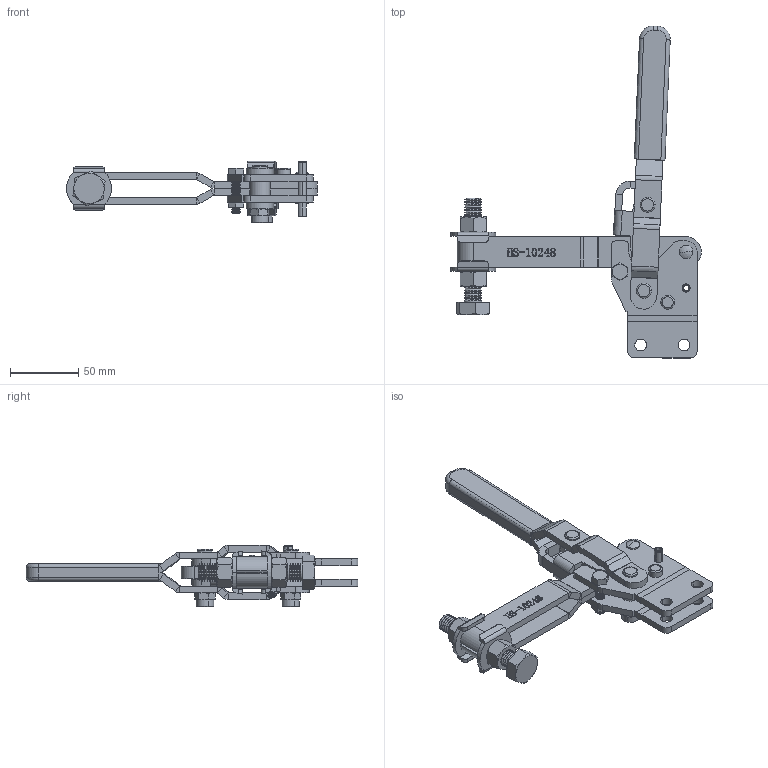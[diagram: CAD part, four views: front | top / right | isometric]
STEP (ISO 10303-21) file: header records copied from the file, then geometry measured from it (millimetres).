
FILE_DESCRIPTION (( 'STEP AP203' ), '1' );
FILE_NAME ('HS-10248.STEP', '2019-07-24T07:02:10', ( '微软用户' ), ( '微软中国' ), 'SwSTEP 2.0', 'SolidWorks 2012', '' );
FILE_SCHEMA (( 'CONFIG_CONTROL_DESIGN' ));
Products named in the file (20): HS-10248; prevailing torque type 2 gb_GB_HEXAGON_LOCK_TYPE10 M8-N; 粟俶种; hex jam nut_ai_HJNUT 0.2500-20-D-N; hex bolt_ai_HBOLT 0.2500-20x1.125x1.125-S; hex nut_ai_HNUT 0.5000-13-D-N; heavy hex bolt_ai_HHBOLT 0.5000-13x3x3-S; FW-120; U倰揤參; 階杶; 騵艦杶; T形销_默认<按加工>; 蟀裝; 傻种; 眻忒參蚾饜极; 忒參杶; 眻忒梟; 眻菁釱衵; 眻菁釱酘
Assembly tree (25 placements, depth 3):
  HS-10248
    眻菁釱酘
    眻菁釱衵
    眻忒參蚾饜极
      眻忒梟  x2
      忒參杶
    傻种  x2
    蟀裝
    T形销_默认<按加工>  x2
    騵艦杶
    階杶
    U倰揤參
    U倰揤參
    FW-120  x2
    heavy hex bolt_ai_HHBOLT 0.5000-13x3x3-S
    hex nut_ai_HNUT 0.5000-13-D-N  x2
    hex bolt_ai_HBOLT 0.2500-20x1.125x1.125-S
    hex jam nut_ai_HJNUT 0.2500-20-D-N
    粟俶种
    prevailing torque type 2 gb_GB_HEXAGON_LOCK_TYPE10 M8-N  x2
Bounding box: 184.06 x 243.53 x 45.2 mm (x, y, z)
Volume: 178339.7 mm3; surface area: 106706.5 mm2
Topology: 24 solids, 24 shells, 1380 faces, 3434 edges, 2144 vertices
Faces by surface type: plane 513, cone 352, cylinder 351, bspline 131, torus 25, sphere 8
Entity records: 45548 total; most frequent: CARTESIAN_POINT 14279, ORIENTED_EDGE 6118, DIRECTION 5986, EDGE_CURVE 3059, AXIS2_PLACEMENT_3D 2187, VERTEX_POINT 1924, LINE 1612, VECTOR 1612
